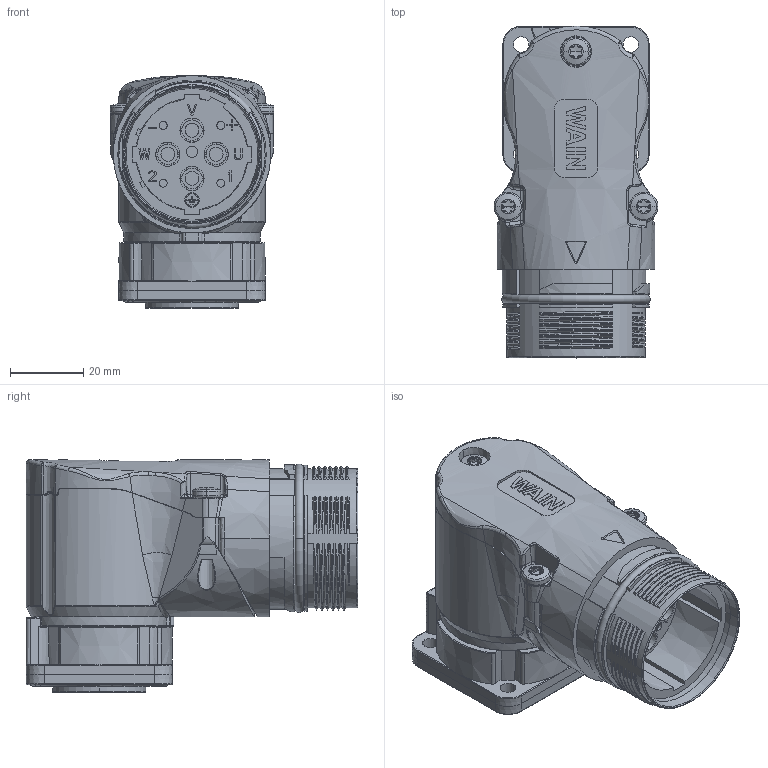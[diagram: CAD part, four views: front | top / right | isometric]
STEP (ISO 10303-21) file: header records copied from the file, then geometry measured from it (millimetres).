
FILE_DESCRIPTION((''),'2;1');
FILE_NAME('M40-MC04-4-BK-SE-P_SW0002','2021-10-09T',('zh.su'),(''),'PRO/ENGINEER BY PARAMETRIC TECHNOLOGY CORPORATION, 2012480','PRO/ENGINEER BY PARAMETRIC TECHNOLOGY CORPORATION, 2012480','');
FILE_SCHEMA(('CONFIG_CONTROL_DESIGN'));
Length unit declared in the file: millimetre
Products named in the file (1): M40-MC04-4-BK-SE-P_SW0002
Bounding box: 44.8 x 90.7 x 63.6 mm (x, y, z)
Volume: 127343.5 mm3; surface area: 30225.7 mm2
Topology: 1 solids, 3 shells, 1346 faces, 3504 edges, 2223 vertices
Faces by surface type: plane 567, bspline 328, cylinder 235, cone 127, torus 85, extrusion 2, sphere 2
Entity records: 56257 total; most frequent: CARTESIAN_POINT 25819, ORIENTED_EDGE 6996, DIRECTION 5331, EDGE_CURVE 3498, VERTEX_POINT 2223, AXIS2_PLACEMENT_3D 1869, VECTOR 1593, LINE 1591
